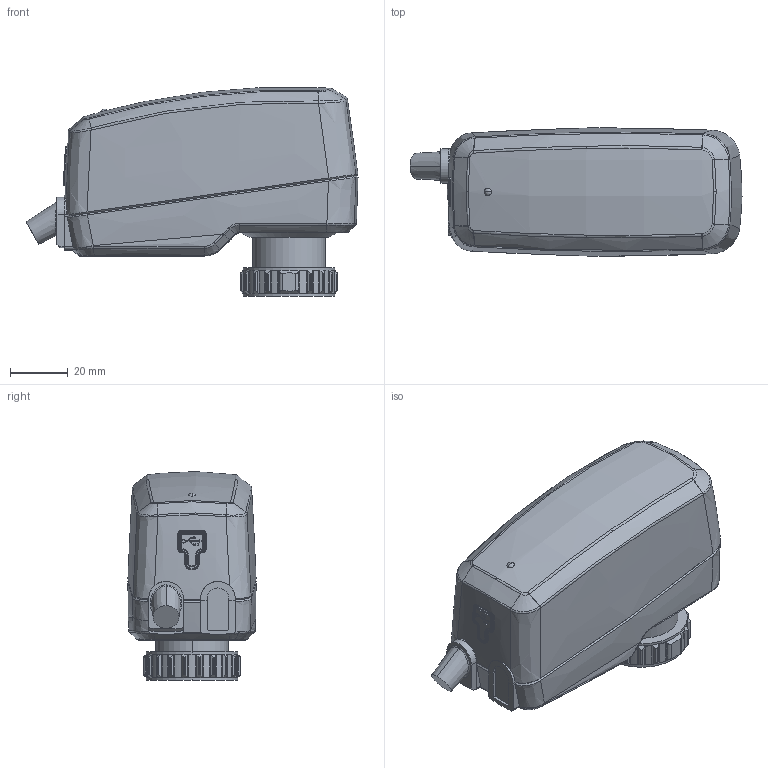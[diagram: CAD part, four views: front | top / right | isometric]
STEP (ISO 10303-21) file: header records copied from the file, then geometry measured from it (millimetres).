
FILE_DESCRIPTION((''),'2;1');
FILE_NAME('160','2017-04-28T',('rohchr'),(''),'PRO/ENGINEER BY PARAMETRIC TECHNOLOGY CORPORATION, 2012310','PRO/ENGINEER BY PARAMETRIC TECHNOLOGY CORPORATION, 2012310','');
FILE_SCHEMA(('CONFIG_CONTROL_DESIGN'));
Products named in the file (1): 160
Bounding box: 115.22 x 44.51 x 72.45 mm (x, y, z)
Volume: 59112.2 mm3; surface area: 49508.6 mm2
Topology: 1 solids, 3 shells, 1042 faces, 2823 edges, 1805 vertices
Faces by surface type: plane 429, cylinder 239, bspline 224, cone 72, extrusion 38, torus 30, sphere 10
Entity records: 43477 total; most frequent: CARTESIAN_POINT 19641, ORIENTED_EDGE 5642, DIRECTION 3927, EDGE_CURVE 2821, VERTEX_POINT 1805, AXIS2_PLACEMENT_3D 1311, VECTOR 1305, LINE 1267
